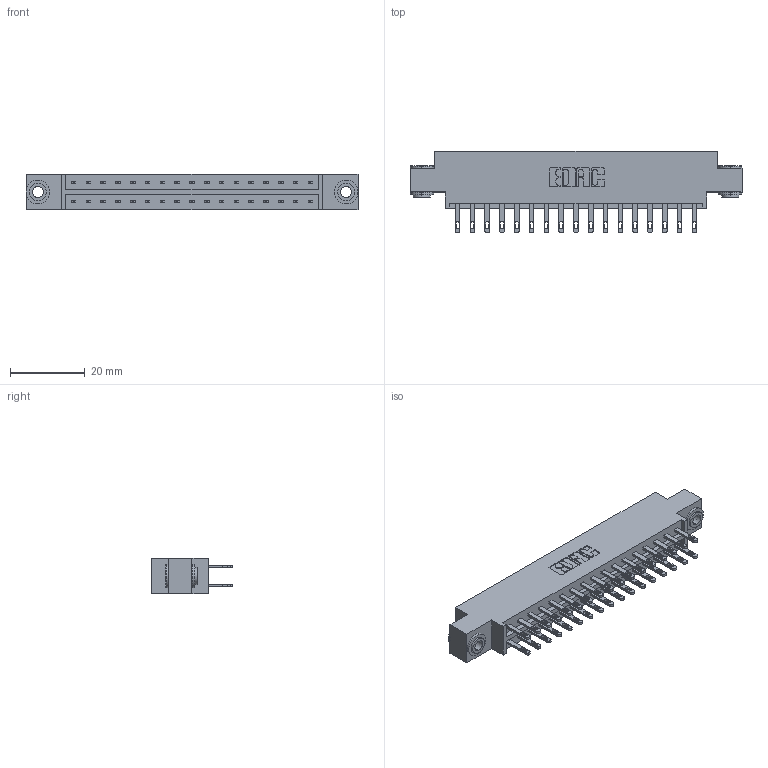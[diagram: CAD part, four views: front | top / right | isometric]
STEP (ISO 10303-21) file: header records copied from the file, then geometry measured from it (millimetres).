
FILE_DESCRIPTION (( 'STEP AP203' ), '1' );
FILE_NAME ('833-034-500-803.STEP', '2020-06-02T21:07:24', ( '' ), ( '' ), 'SwSTEP 2.0', 'SolidWorks 2020', '' );
FILE_SCHEMA (( 'CONFIG_CONTROL_DESIGN' ));
Length unit declared in the file: inch
Products named in the file (4): 345-250-002_345-250-002-102; 833-034-500-803; 345-292-001_345-293-100; 833 Part_Offset - .156 Dia - TH
Assembly tree (37 placements, depth 2):
  833-034-500-803
    833 Part_Offset - .156 Dia - TH
    345-292-001_345-293-100  x34
    345-250-002_345-250-002-102  x2
Bounding box: 88.9 x 21.85 x 9.4 mm (x, y, z)
Volume: 8737.9 mm3; surface area: 10877.6 mm2
Topology: 37 solids, 37 shells, 1788 faces, 5397 edges, 3594 vertices
Faces by surface type: plane 1104, cylinder 676, cone 8
Entity records: 14882 total; most frequent: CARTESIAN_POINT 2473, ORIENTED_EDGE 2402, DIRECTION 2191, EDGE_CURVE 1201, VECTOR 1045, LINE 1045, VERTEX_POINT 798, AXIS2_PLACEMENT_3D 573
